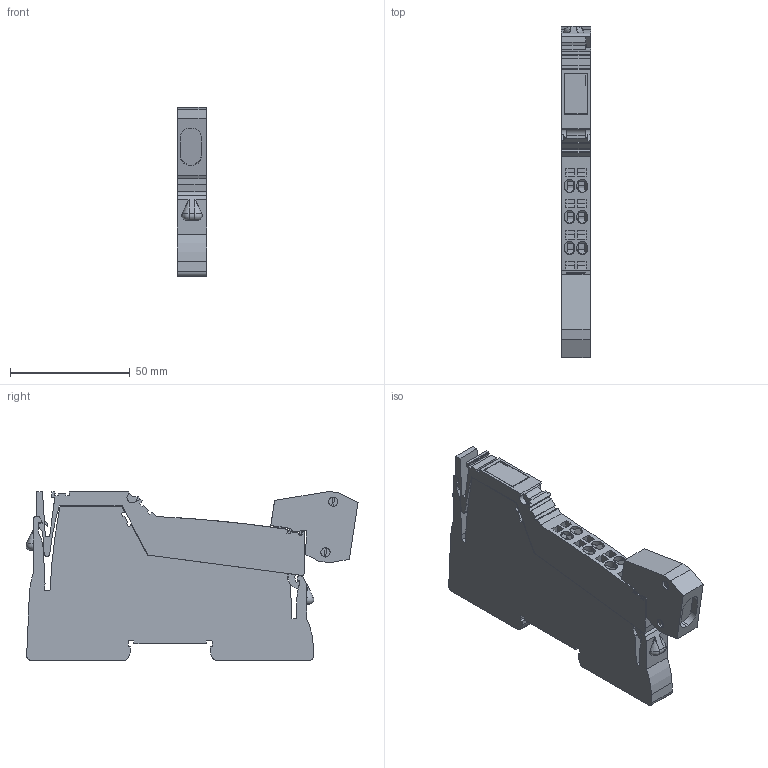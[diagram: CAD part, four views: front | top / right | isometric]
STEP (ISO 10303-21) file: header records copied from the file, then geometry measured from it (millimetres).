
FILE_DESCRIPTION(('Creo Elements/Direct Modeling STEP Export'),'2;1');
FILE_NAME('model.stp','2020-11-13T16:17:12',(''),(''),'Creo Elements/Direct Modeling STEP processor for AP214 (Solid Model)','Creo Elements/Direct Modeling 20.1A 29-Sep-2018 (C) Parametric Technology GmbH','');
FILE_SCHEMA(('AUTOMOTIVE_DESIGN { 1 0 10303 214 1 1 1 1 }'));
Length unit declared in the file: millimetre
Products named in the file (5): L_L_KGG_TWIN_GN_6021-select; L_L_2_GEH_GN_6021-select; L_L_LWL_GN_6021_AUSSEN-select; L-L_ST_GN_6021-select; IB_IL_TEMP_2_RTD_PAC-select
Assembly tree (4 placements, depth 2):
  IB_IL_TEMP_2_RTD_PAC-select
    L-L_ST_GN_6021-select
    L_L_LWL_GN_6021_AUSSEN-select
    L_L_2_GEH_GN_6021-select
    L_L_KGG_TWIN_GN_6021-select
Bounding box: 12.15 x 138.59 x 70.58 mm (x, y, z)
Volume: 88265.7 mm3; surface area: 31240.7 mm2
Topology: 4 solids, 4 shells, 665 faces, 1771 edges, 1169 vertices
Faces by surface type: plane 546, cylinder 83, cone 32, torus 4
Entity records: 28747 total; most frequent: CARTESIAN_POINT 6737, ORIENTED_EDGE 3534, DIRECTION 3229, EDGE_CURVE 1767, VECTOR 1475, LINE 1475, VERTEX_POINT 1169, AXIS2_PLACEMENT_3D 877
